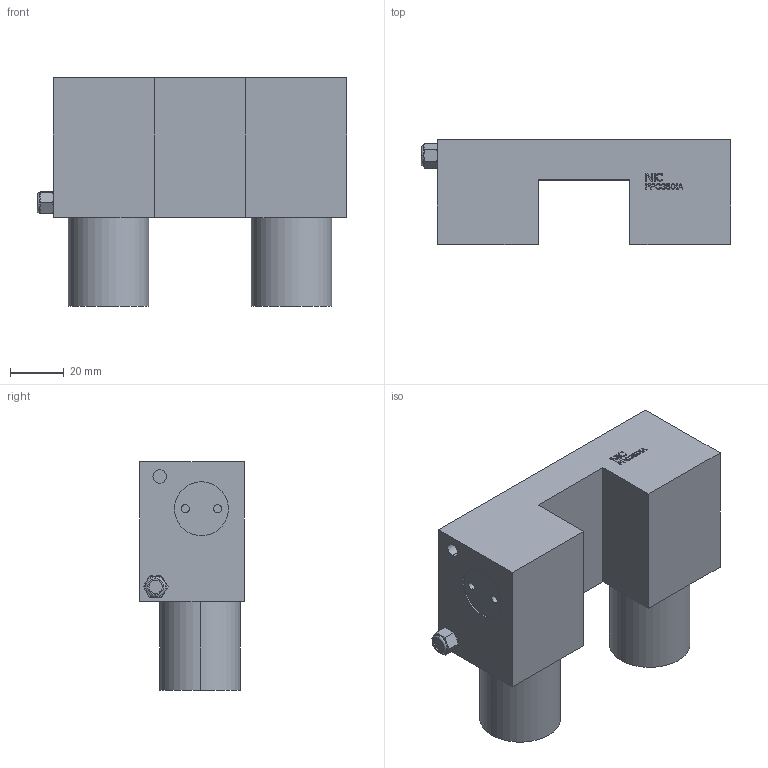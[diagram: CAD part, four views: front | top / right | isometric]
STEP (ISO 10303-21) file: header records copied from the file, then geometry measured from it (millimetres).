
FILE_DESCRIPTION((''),'2;1');
FILE_NAME('FPC3501A','2025-05-18T17:33:08',('lx'),(''),'CREO PARAMETRIC BY PTC INC, 2018100','CREO PARAMETRIC BY PTC INC, 2018100','');
FILE_SCHEMA(('CONFIG_CONTROL_DESIGN'));
Length unit declared in the file: millimetre
Products named in the file (1): FPC3501A
Bounding box: 115 x 39 x 85 mm (x, y, z)
Volume: 198179.2 mm3; surface area: 38739.3 mm2
Topology: 1 solids, 4 shells, 403 faces, 1077 edges, 713 vertices
Faces by surface type: plane 341, cylinder 42, cone 16, torus 2, sphere 2
Entity records: 12473 total; most frequent: CARTESIAN_POINT 2305, ORIENTED_EDGE 2150, DIRECTION 1971, EDGE_CURVE 1075, VECTOR 937, LINE 937, VERTEX_POINT 713, AXIS2_PLACEMENT_3D 517
